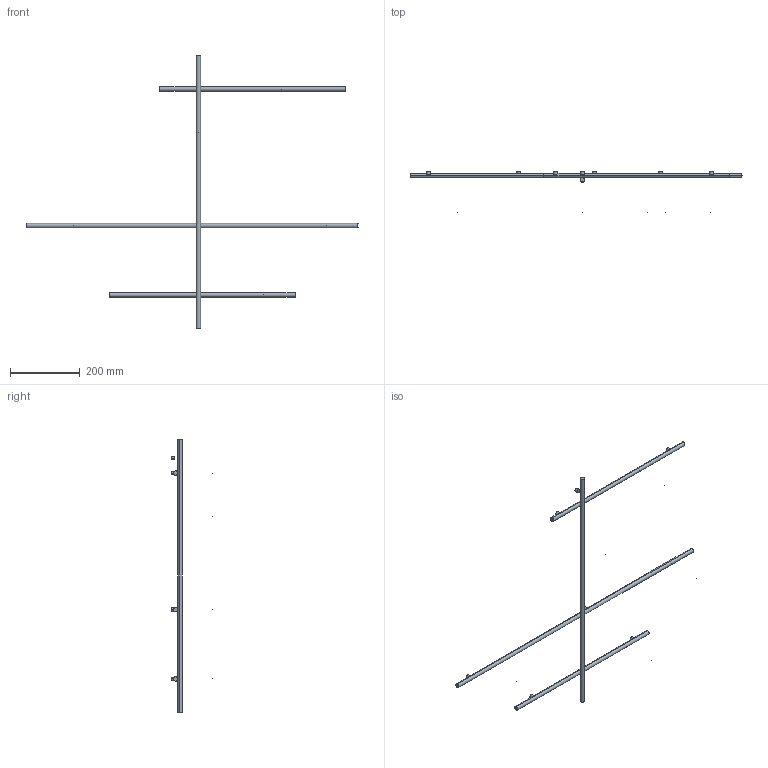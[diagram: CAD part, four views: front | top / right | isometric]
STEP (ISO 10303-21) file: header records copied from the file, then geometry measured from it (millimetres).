
FILE_DESCRIPTION(/* description */ (''),/* implementation_level */ '2;1');
FILE_NAME(/* name */ '174417~4',/* time_stamp */ '2020-11-06T11:11:59+01:00',/* author */ (''),/* organization */ (''),/* preprocessor_version */ 'ST-DEVELOPER v16.5',/* originating_system */ '',/* authorisation */ '');
FILE_SCHEMA (('AUTOMOTIVE_DESIGN'));
Length unit declared in the file: millimetre
Products named in the file (1): Document
Bounding box: 950 x 118.48 x 780 mm (x, y, z)
Volume: 6067827.5 mm3; surface area: 382032 mm2
Topology: 16 solids, 16 shells, 54 faces, 136 edges, 119 vertices
Faces by surface type: bspline 32, plane 22
Entity records: 2910 total; most frequent: CARTESIAN_POINT 2012, ORIENTED_EDGE 152, EDGE_CURVE 76, PRESENTATION_LAYER_ASSIGNMENT 56, ADVANCED_FACE 54, FACE_OUTER_BOUND 54, EDGE_LOOP 54, VERTEX_POINT 54
